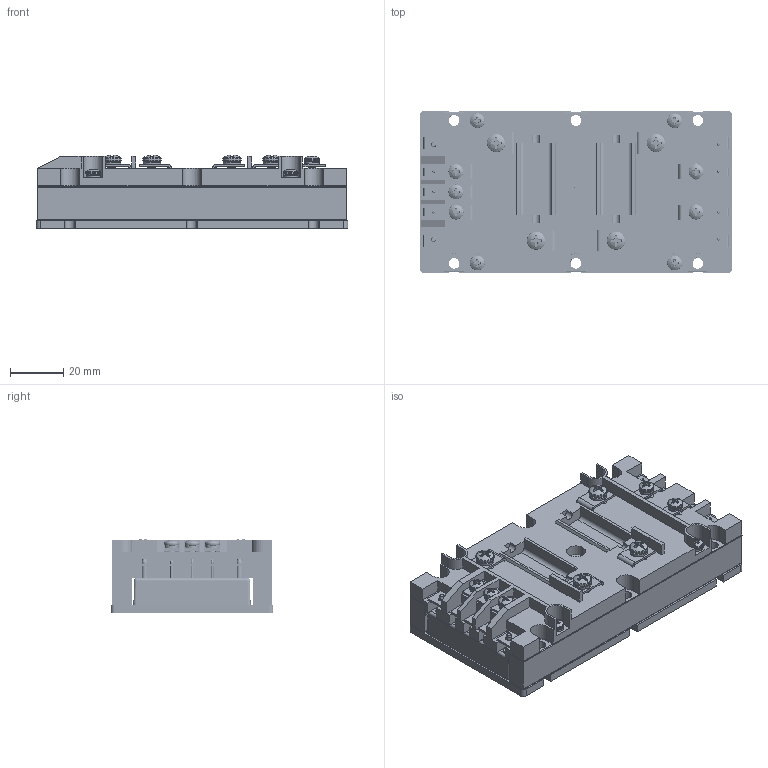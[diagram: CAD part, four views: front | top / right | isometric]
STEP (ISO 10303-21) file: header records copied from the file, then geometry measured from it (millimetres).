
FILE_DESCRIPTION(('OneSpaceDesigner STEP Export'),'2;1');
FILE_NAME('BusMod_maxi2.stp','2017-09-07T 8:18:40',(''),(''),'OneSpace Designer STEP processor for AP214 (Solid Model)','OneSpace Designer 13.01 05-Feb-2005 (C) CoCreate Software GmbH','');
FILE_SCHEMA(('AUTOMOTIVE_DESIGN { 1 0 10303 214 1 1 1 1 }'));
Length unit declared in the file: millimetre
Products named in the file (86): MODULE.HOLDER; NUT.M3; NUT.M3.1; NUT.M3.2; NUT.M3.3; NUT.M3.4; M3NUTS; NUT.M4; NUT.M4.1; NUT.M4.2; NUT.M4.3; M4NUTS; METAL.INSERT.MM4.1; METAL.INSERT.MM3.1.1; METAL.INSERT.MM3.1.2.1.1; METAL.INSERT.MM3.1.2; METAL.INSERT.MM3.1.1.1.1; METAL.INSERT.MM3.1.2.1; METAL.INSERT.MM3.1.1.1; METAL.INSERT.MM3.1.2.3; METAL.INSERT.MM4.1.1; METAL.INSERT.MM4.1.1.1; METAL.INSERT.MM3.1.3; METAL.INSERT.MM3.1.1.3; METAL.INSERT.MM4.1.2; METAL.INSERT.MM3.1; metalinsertmaxi.1; p1; p2; M3SC; M3SC.2; M3SC.3; M3SC.4; M3SCs; M4SC; M4SC.1; M4SC.2; M4SC.3; M4SCs; module_holder ...
Assembly tree (86 placements, depth 6):
  Assembly-1
    assyBUSMODMAXI
      maximod
        pinsA
          200ASSY_PIN04.3.1.2.1
          200ASSY_PIN04.3.1.2
          200ASSY_PIN04.3.1.1
          200ASSY_PIN04.3.1
        pinsB
          200ASSY_PIN08.1
          200ASSY_PIN08
          200ASSY_PIN04.3
          200ASSY_PIN04.2
          200ASSY_PIN04
        200ASSY_COV2200
        200ASSY_SOFTBASE200IV
      fastners
        MASCs
          MASC.3
            p2
            p1
          MASC.2
            p2
            p1
          MASC.1
            p2
            p1
          MASC
            p2
            p1
      pf
      chasis
      module_holder
        M4SCs
          M4SC.3
            p2
            p1
          M4SC.2
            p2
            p1
          M4SC.1
            p2
            p1
          M4SC
            p2
            p1
        M3SCs
          M3SC.4
            p2
            p1
          M3SC.3
            p2
            p1
          M3SC.2
            p2
            p1
          M3SC  x2
            p2
            p1
        metalinsertmaxi.1
Bounding box: 116.84 x 60.96 x 27.67 mm (x, y, z)
Volume: 99377.8 mm3; surface area: 96411.3 mm2
Topology: 63 solids, 63 shells, 3017 faces, 7951 edges, 5115 vertices
Faces by surface type: cylinder 1193, plane 967, cone 670, torus 84, bspline 69, sphere 34
Entity records: 111511 total; most frequent: CARTESIAN_POINT 45451, ORIENTED_EDGE 15358, DIRECTION 9421, EDGE_CURVE 7679, VERTEX_POINT 4940, AXIS2_PLACEMENT_3D 3152, EDGE_LOOP 3137, VECTOR 3117
